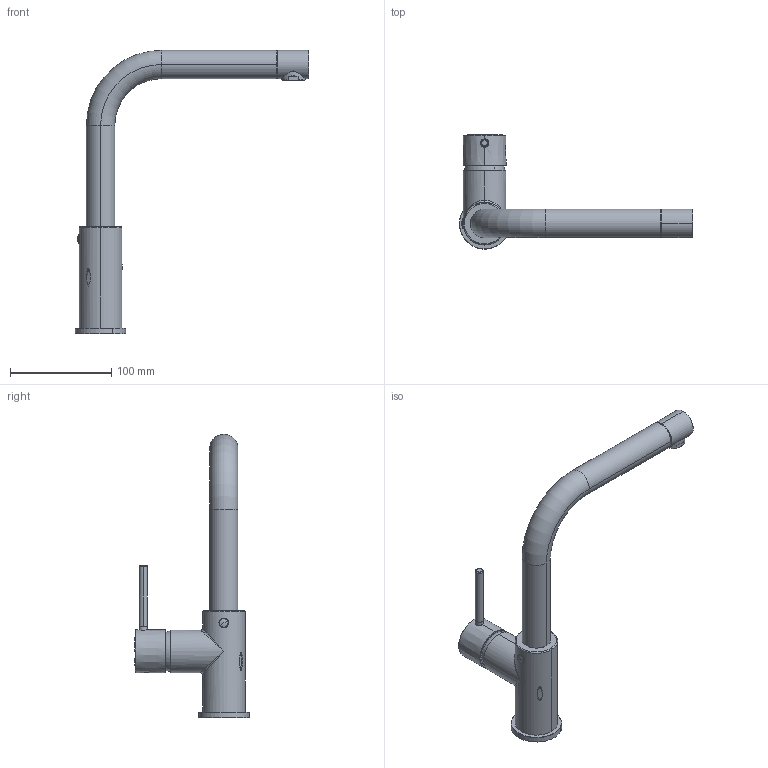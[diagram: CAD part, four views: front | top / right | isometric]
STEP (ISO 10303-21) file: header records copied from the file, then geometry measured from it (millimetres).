
FILE_DESCRIPTION(('CATIA V5 STEP Exchange'),'2;1');
FILE_NAME('CV003535.stp','2019-11-12T10:54:08+00:00',('none'),('none'),'Version 5-6 Release 2013','CATIA V5 STEP AP203','none');
FILE_SCHEMA(('CONFIG_CONTROL_DESIGN'));
Length unit declared in the file: millimetre
Products named in the file (1): CV003535
Bounding box: 230.49 x 112.78 x 279.8 mm (x, y, z)
Volume: 307393.9 mm3; surface area: 101013 mm2
Topology: 7 solids, 8 shells, 412 faces, 1049 edges, 656 vertices
Faces by surface type: cylinder 150, plane 127, cone 85, torus 32, bspline 10, sphere 6, revolution 2
Entity records: 13091 total; most frequent: CARTESIAN_POINT 4089, ORIENTED_EDGE 2070, DIRECTION 1379, EDGE_CURVE 1035, AXIS2_PLACEMENT_3D 748, VERTEX_POINT 656, CIRCLE 493, EDGE_LOOP 481
